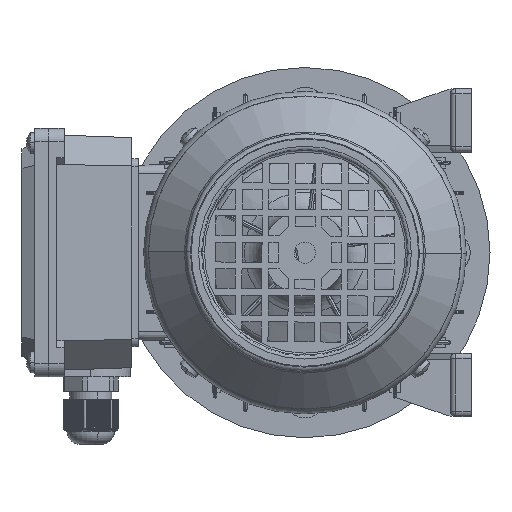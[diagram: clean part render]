
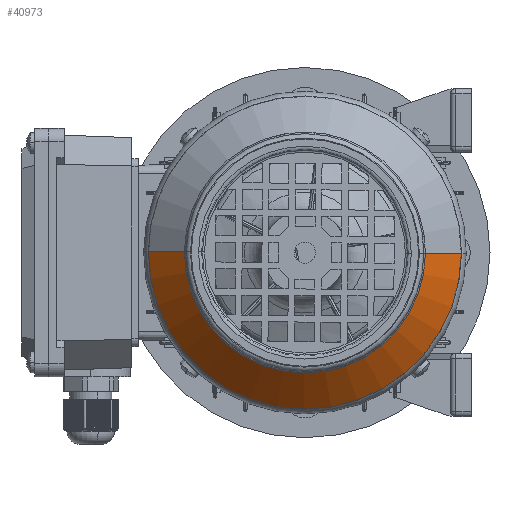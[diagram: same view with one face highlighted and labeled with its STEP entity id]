
A CAD part, left-side view. The second image highlights one B-rep face of the part: STEP entity #40973.
In plain terms, the highlighted conical face has half-angle 45 degrees and reference radius 59.243 mm.
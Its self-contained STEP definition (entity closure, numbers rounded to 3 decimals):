
#5927 = CIRCLE ( 'NONE', #6020, 59.243 ) ;
#6014 = CARTESIAN_POINT ( 'NONE',  ( 45.757, 0., 59.243 ) ) ;
#6015 = DIRECTION ( 'NONE',  ( 0., 0., 1. ) ) ;
#6016 = DIRECTION ( 'NONE',  ( -1., 0., 0. ) ) ;
#6018 = CARTESIAN_POINT ( 'NONE',  ( 45.757, 0., 0. ) ) ;
#6020 = AXIS2_PLACEMENT_3D ( 'NONE', #6018, #6016, #6015 ) ;
#6488 = DIRECTION ( 'NONE',  ( -0.707, 0., 0.707 ) ) ;
#6489 = VECTOR ( 'NONE', #6488, 1000. ) ;
#6490 = CARTESIAN_POINT ( 'NONE',  ( 45.757, 0., 59.243 ) ) ;
#6491 = LINE ( 'NONE', #6490, #6489 ) ;
#6583 = DIRECTION ( 'NONE',  ( 0., 0., 1. ) ) ;
#6584 = DIRECTION ( 'NONE',  ( -1., 0., 0. ) ) ;
#6585 = CARTESIAN_POINT ( 'NONE',  ( 45.757, 0., 0. ) ) ;
#6586 = AXIS2_PLACEMENT_3D ( 'NONE', #6585, #6584, #6583 ) ;
#6587 = CONICAL_SURFACE ( 'NONE', #6586, 59.243, 0.785 ) ;
#6594 = FACE_OUTER_BOUND ( 'NONE', #40977, .T. ) ;
#6639 = CARTESIAN_POINT ( 'NONE',  ( 45.757, 0., -59.243 ) ) ;
#6645 = DIRECTION ( 'NONE',  ( -0.707, 0., -0.707 ) ) ;
#6646 = CARTESIAN_POINT ( 'NONE',  ( 45.757, 0., -59.243 ) ) ;
#6648 = LINE ( 'NONE', #6646, #6770 ) ;
#6653 = CARTESIAN_POINT ( 'NONE',  ( 59.414, 0., -45.586 ) ) ;
#6654 = CARTESIAN_POINT ( 'NONE',  ( 59.414, 0., 45.586 ) ) ;
#6656 = DIRECTION ( 'NONE',  ( 0., 0., 1. ) ) ;
#6658 = DIRECTION ( 'NONE',  ( -1., 0., 0. ) ) ;
#6659 = CARTESIAN_POINT ( 'NONE',  ( 59.414, 0., 0. ) ) ;
#6661 = AXIS2_PLACEMENT_3D ( 'NONE', #6659, #6658, #6656 ) ;
#6663 = CIRCLE ( 'NONE', #6661, 45.586 ) ;
#6770 = VECTOR ( 'NONE', #6645, 1000. ) ;
#40809 = EDGE_CURVE ( 'NONE', #40811, #40954, #5927, .T. ) ;
#40811 = VERTEX_POINT ( 'NONE', #6014 ) ;
#40914 = ORIENTED_EDGE ( 'NONE', *, *, #40809, .F. ) ;
#40917 = ORIENTED_EDGE ( 'NONE', *, *, #40920, .F. ) ;
#40920 = EDGE_CURVE ( 'NONE', #40984, #40811, #6491, .T. ) ;
#40954 = VERTEX_POINT ( 'NONE', #6639 ) ;
#40973 = ADVANCED_FACE ( 'NONE', ( #6594 ), #6587, .T. ) ;
#40977 = EDGE_LOOP ( 'NONE', ( #40980, #40990, #40914, #40917 ) ) ;
#40980 = ORIENTED_EDGE ( 'NONE', *, *, #40982, .T. ) ;
#40982 = EDGE_CURVE ( 'NONE', #40984, #40987, #6663, .T. ) ;
#40984 = VERTEX_POINT ( 'NONE', #6654 ) ;
#40987 = VERTEX_POINT ( 'NONE', #6653 ) ;
#40990 = ORIENTED_EDGE ( 'NONE', *, *, #40992, .T. ) ;
#40992 = EDGE_CURVE ( 'NONE', #40987, #40954, #6648, .T. ) ;
